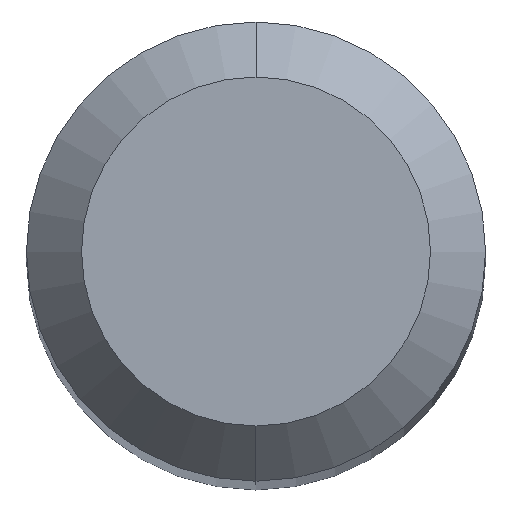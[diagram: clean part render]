
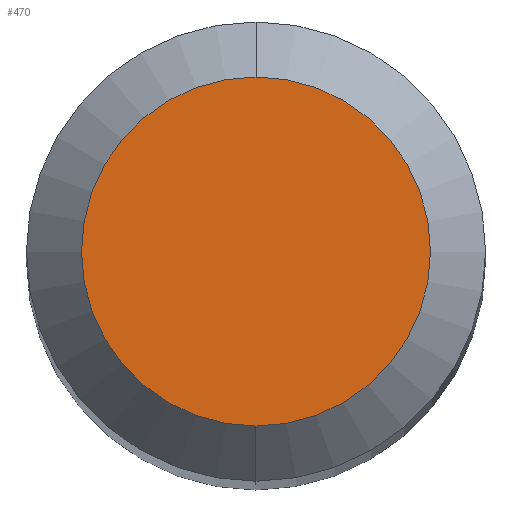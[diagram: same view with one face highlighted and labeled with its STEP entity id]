
A CAD part, top view. The second image highlights one B-rep face of the part: STEP entity #470.
In plain terms, the highlighted planar face has unit normal (0, 0, 1).
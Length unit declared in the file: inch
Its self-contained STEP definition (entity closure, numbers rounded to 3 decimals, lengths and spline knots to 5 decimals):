
#13 = DIRECTION ( 'NONE',  ( 0., -1., 0. ) ) ;
#16 = AXIS2_PLACEMENT_3D ( 'NONE', #60, #92, #13 ) ;
#36 = CIRCLE ( 'NONE', #16, 0.0475 ) ;
#60 = CARTESIAN_POINT ( 'NONE',  ( 0., 0., 0. ) ) ;
#69 = DIRECTION ( 'NONE',  ( 0., -1., 0. ) ) ;
#77 = CARTESIAN_POINT ( 'NONE',  ( 0., 0.0475, 0. ) ) ;
#89 = DIRECTION ( 'NONE',  ( 0., 1., 0. ) ) ;
#92 = DIRECTION ( 'NONE',  ( 0., 0., 1. ) ) ;
#94 = PLANE ( 'NONE',  #559 ) ;
#99 = ORIENTED_EDGE ( 'NONE', *, *, #416, .T. ) ;
#194 = AXIS2_PLACEMENT_3D ( 'NONE', #277, #413, #69 ) ;
#218 = CARTESIAN_POINT ( 'NONE',  ( 0., 0.0475, 0. ) ) ;
#234 = VERTEX_POINT ( 'NONE', #378 ) ;
#264 = ORIENTED_EDGE ( 'NONE', *, *, #522, .T. ) ;
#271 = VERTEX_POINT ( 'NONE', #77 ) ;
#277 = CARTESIAN_POINT ( 'NONE',  ( 0., 0., 0. ) ) ;
#378 = CARTESIAN_POINT ( 'NONE',  ( 0., -0.0475, 0. ) ) ;
#408 = FACE_OUTER_BOUND ( 'NONE', #453, .T. ) ;
#413 = DIRECTION ( 'NONE',  ( 0., 0., 1. ) ) ;
#416 = EDGE_CURVE ( 'NONE', #271, #234, #36, .T. ) ;
#453 = EDGE_LOOP ( 'NONE', ( #99, #264 ) ) ;
#470 = ADVANCED_FACE ( 'NONE', ( #408 ), #94, .F. ) ;
#503 = CIRCLE ( 'NONE', #194, 0.0475 ) ;
#522 = EDGE_CURVE ( 'NONE', #234, #271, #503, .T. ) ;
#545 = DIRECTION ( 'NONE',  ( 0., 0., -1. ) ) ;
#559 = AXIS2_PLACEMENT_3D ( 'NONE', #218, #545, #89 ) ;
